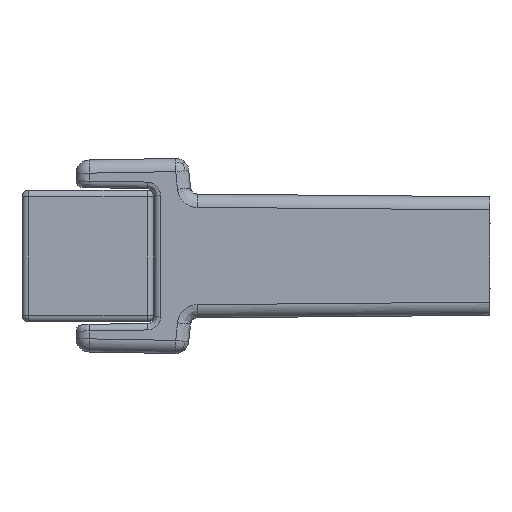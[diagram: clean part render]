
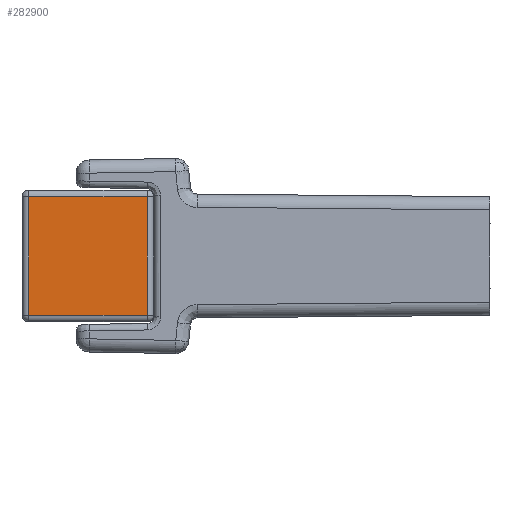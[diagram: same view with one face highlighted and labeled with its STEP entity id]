
A CAD part, left-side view. The second image highlights one B-rep face of the part: STEP entity #282900.
In plain terms, the highlighted planar face has unit normal (-1, 0, 0).
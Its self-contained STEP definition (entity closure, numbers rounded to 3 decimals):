
#282510=CARTESIAN_POINT('',(-94.,28.375,0.));
#282520=DIRECTION('',(1.,0.,0.));
#282530=DIRECTION('',(0.,-1.,0.));
#282540=AXIS2_PLACEMENT_3D('',#282510,#282520,#282530);
#282550=PLANE('',#282540);
#282560=CARTESIAN_POINT('',(-94.,0.,4.5));
#282570=DIRECTION('',(0.,1.,0.));
#282580=VECTOR('',#282570,1.);
#282590=LINE('',#282560,#282580);
#282600=CARTESIAN_POINT('',(-94.,20.9,4.5));
#282610=VERTEX_POINT('',#282600);
#282620=CARTESIAN_POINT('',(-94.,29.9,4.5));
#282630=VERTEX_POINT('',#282620);
#282640=EDGE_CURVE('',#282610,#282630,#282590,.T.);
#282650=ORIENTED_EDGE('',*,*,#282640,.T.);
#282660=CARTESIAN_POINT('',(-94.,20.9,0.));
#282670=DIRECTION('',(0.,0.,1.));
#282680=VECTOR('',#282670,1.);
#282690=LINE('',#282660,#282680);
#282700=CARTESIAN_POINT('',(-94.,20.9,-4.5));
#282710=VERTEX_POINT('',#282700);
#282720=EDGE_CURVE('',#282710,#282610,#282690,.T.);
#282730=ORIENTED_EDGE('',*,*,#282720,.T.);
#282740=CARTESIAN_POINT('',(-94.,0.,-4.5));
#282750=DIRECTION('',(0.,-1.,0.));
#282760=VECTOR('',#282750,1.);
#282770=LINE('',#282740,#282760);
#282780=CARTESIAN_POINT('',(-94.,29.9,-4.5));
#282790=VERTEX_POINT('',#282780);
#282800=EDGE_CURVE('',#282790,#282710,#282770,.T.);
#282810=ORIENTED_EDGE('',*,*,#282800,.T.);
#282820=CARTESIAN_POINT('',(-94.,29.9,0.));
#282830=DIRECTION('',(0.,0.,-1.));
#282840=VECTOR('',#282830,1.);
#282850=LINE('',#282820,#282840);
#282860=EDGE_CURVE('',#282630,#282790,#282850,.T.);
#282870=ORIENTED_EDGE('',*,*,#282860,.T.);
#282880=EDGE_LOOP('',(#282870,#282810,#282730,#282650));
#282890=FACE_OUTER_BOUND('',#282880,.T.);
#282900=ADVANCED_FACE('',(#282890),#282550,.F.);
